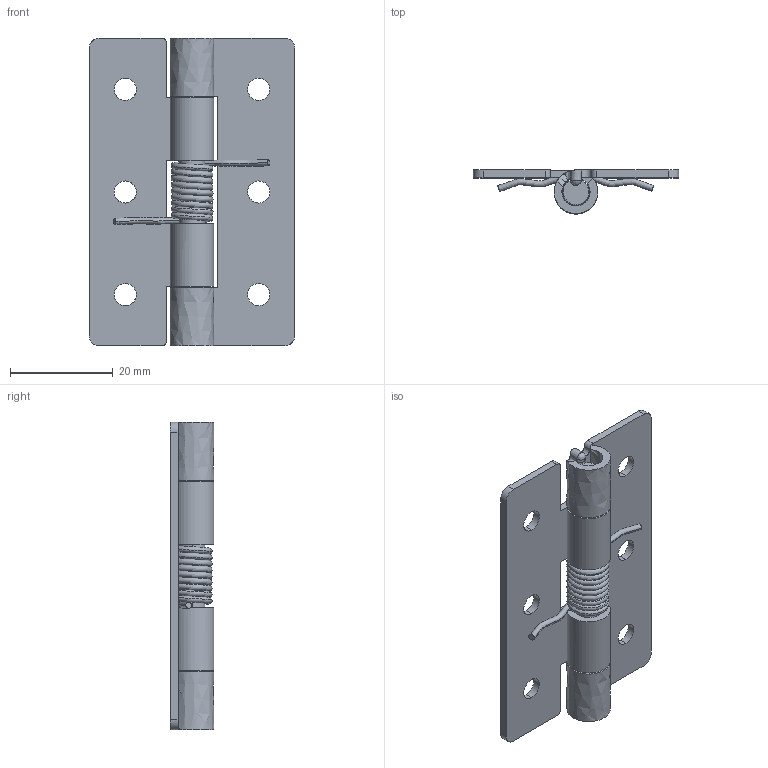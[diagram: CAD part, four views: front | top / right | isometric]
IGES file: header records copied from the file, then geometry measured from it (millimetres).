
Start section: ------------------------------------------------------------------------
Global section: file name: PC3949.19872.TH_202SUS_15021.igs; native system: spGate; preprocessor: ver20.6.3 (****-****-****-****); author: Unknown; organization: Unknown; date: 260202.131350; units: millimetre
Bounding box: 40 x 8.56 x 60 mm (x, y, z)
Volume: 5577.3 mm3; surface area: 8258.7 mm2
Topology: 4 solids, 4 shells, 88 faces, 232 edges, 150 vertices
Faces by surface type: bspline 88
